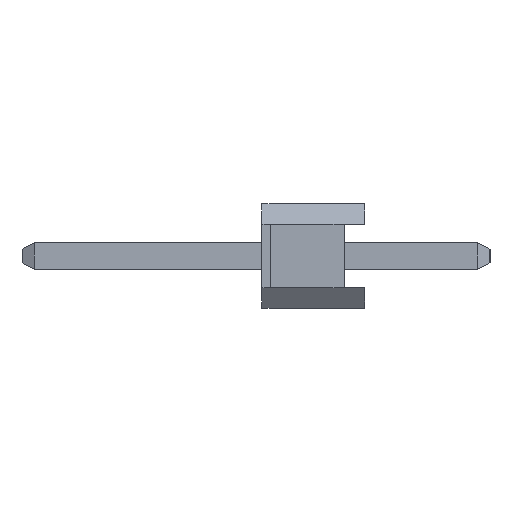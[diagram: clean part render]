
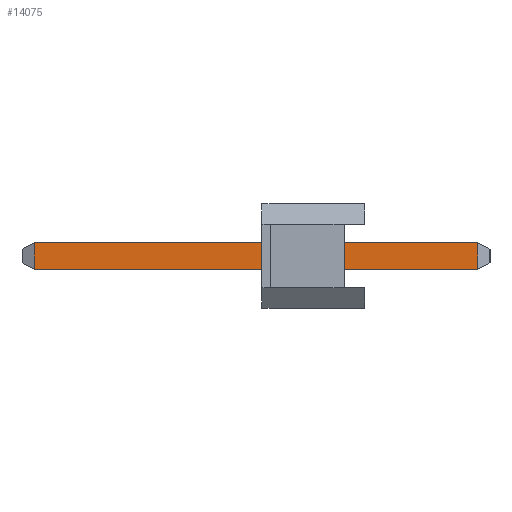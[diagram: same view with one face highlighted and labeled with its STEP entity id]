
A CAD part, left-side view. The second image highlights one B-rep face of the part: STEP entity #14075.
In plain terms, the highlighted planar face has unit normal (-1, 0, 0).
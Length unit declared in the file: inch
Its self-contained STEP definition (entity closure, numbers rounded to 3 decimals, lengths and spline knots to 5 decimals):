
#781 = DIRECTION ( 'NONE',  ( 0., -1., 0. ) ) ;
#1277 = CARTESIAN_POINT ( 'NONE',  ( 11.29797, 14.9556, -0.28661 ) ) ;
#2754 = DIRECTION ( 'NONE',  ( 0., -1., 0. ) ) ;
#2770 = EDGE_LOOP ( 'NONE', ( #7363, #4819, #9698, #14985 ) ) ;
#2960 = DIRECTION ( 'NONE',  ( 0., 0., 1. ) ) ;
#4470 = EDGE_CURVE ( 'NONE', #8704, #15969, #18564, .T. ) ;
#4819 = ORIENTED_EDGE ( 'NONE', *, *, #13961, .T. ) ;
#4989 = CARTESIAN_POINT ( 'NONE',  ( 11.29797, 14.9808, -0.07997 ) ) ;
#5109 = CARTESIAN_POINT ( 'NONE',  ( 11.29797, 14.9556, -0.07997 ) ) ;
#5303 = VERTEX_POINT ( 'NONE', #13562 ) ;
#5837 = VECTOR ( 'NONE', #13553, 39.37008 ) ;
#6029 = LINE ( 'NONE', #14947, #5837 ) ;
#6188 = EDGE_CURVE ( 'NONE', #12557, #8704, #10850, .T. ) ;
#6575 = PLANE ( 'NONE',  #15310 ) ;
#6947 = EDGE_CURVE ( 'NONE', #5303, #12557, #15402, .T. ) ;
#7363 = ORIENTED_EDGE ( 'NONE', *, *, #4470, .T. ) ;
#8152 = VECTOR ( 'NONE', #15127, 39.37008 ) ;
#8704 = VERTEX_POINT ( 'NONE', #9342 ) ;
#9342 = CARTESIAN_POINT ( 'NONE',  ( 11.29797, 14.9556, -0.28661 ) ) ;
#9484 = DIRECTION ( 'NONE',  ( -1., 0., 0. ) ) ;
#9698 = ORIENTED_EDGE ( 'NONE', *, *, #6947, .T. ) ;
#10850 = LINE ( 'NONE', #1277, #18128 ) ;
#11952 = CARTESIAN_POINT ( 'NONE',  ( 11.29797, 14.9556, 0.13819 ) ) ;
#12035 = CARTESIAN_POINT ( 'NONE',  ( 11.29797, 14.9808, -0.28661 ) ) ;
#12557 = VERTEX_POINT ( 'NONE', #12035 ) ;
#13091 = CARTESIAN_POINT ( 'NONE',  ( 11.29797, 14.9556, -0.07997 ) ) ;
#13553 = DIRECTION ( 'NONE',  ( 0., 1., 0. ) ) ;
#13562 = CARTESIAN_POINT ( 'NONE',  ( 11.29797, 14.9808, 0.13819 ) ) ;
#13961 = EDGE_CURVE ( 'NONE', #15969, #5303, #6029, .T. ) ;
#14075 = ADVANCED_FACE ( 'NONE', ( #18144 ), #6575, .T. ) ;
#14947 = CARTESIAN_POINT ( 'NONE',  ( 11.29797, 14.9556, 0.13819 ) ) ;
#14985 = ORIENTED_EDGE ( 'NONE', *, *, #6188, .T. ) ;
#15127 = DIRECTION ( 'NONE',  ( 0., 0., -1. ) ) ;
#15310 = AXIS2_PLACEMENT_3D ( 'NONE', #5109, #9484, #781 ) ;
#15402 = LINE ( 'NONE', #4989, #8152 ) ;
#15969 = VERTEX_POINT ( 'NONE', #11952 ) ;
#18105 = VECTOR ( 'NONE', #2960, 39.37008 ) ;
#18128 = VECTOR ( 'NONE', #2754, 39.37008 ) ;
#18144 = FACE_OUTER_BOUND ( 'NONE', #2770, .T. ) ;
#18564 = LINE ( 'NONE', #13091, #18105 ) ;
